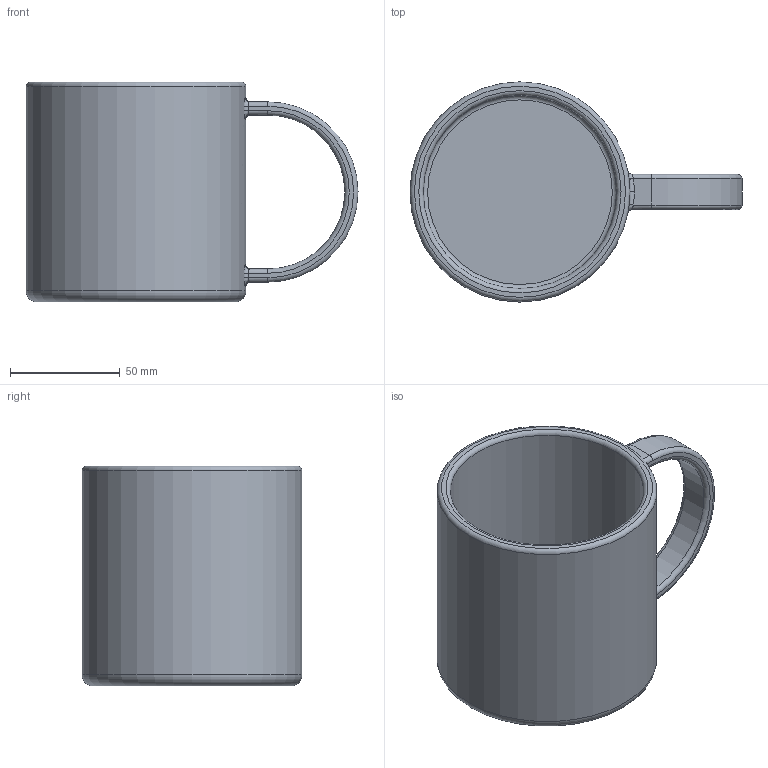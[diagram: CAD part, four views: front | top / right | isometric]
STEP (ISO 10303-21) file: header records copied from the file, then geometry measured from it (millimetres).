
FILE_DESCRIPTION(('FreeCAD Model'),'2;1');
FILE_NAME('tasse_typA_demo.step', '2020-11-06T18:14:44',(''),(''),'Open CASCADE STEP processor 7.4', 'FreeCAD','Unknown');
FILE_SCHEMA(('AUTOMOTIVE_DESIGN { 1 0 10303 214 1 1 1 1 }'));
Length unit declared in the file: millimetre
Products named in the file (1): Body
Bounding box: 151 x 100 x 100 mm (x, y, z)
Volume: 212599.6 mm3; surface area: 77666.3 mm2
Topology: 1 solids, 1 shells, 49 faces, 112 edges, 64 vertices
Faces by surface type: cylinder 16, torus 16, plane 9, bspline 8
Full cylindrical faces by diameter (mm): 88 x1, 100 x1
Entity records: 5282 total; most frequent: CARTESIAN_POINT 3074, DIRECTION 414, ORIENTED_EDGE 224, PCURVE 224, DEFINITIONAL_REPRESENTATION 224, LINE 208, VECTOR 208, EDGE_CURVE 112
